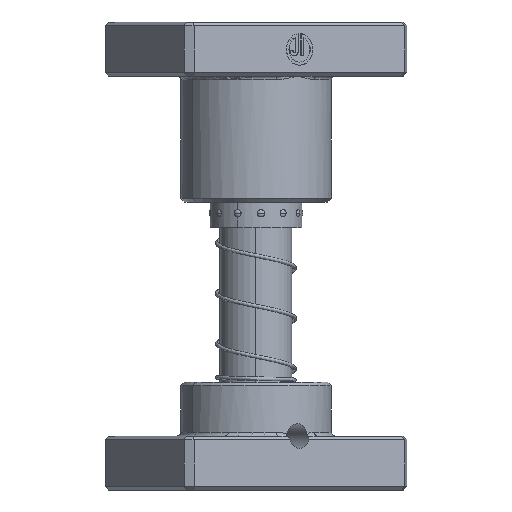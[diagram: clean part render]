
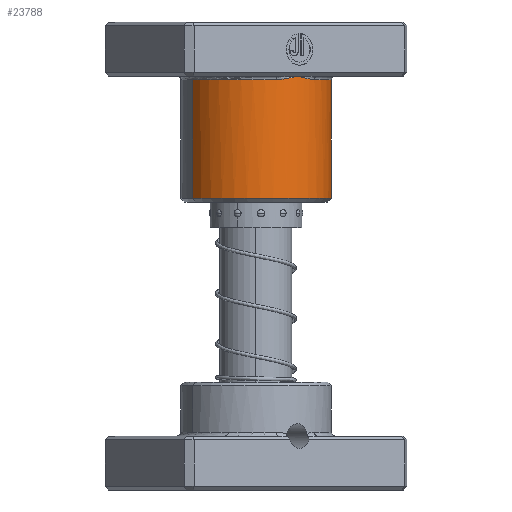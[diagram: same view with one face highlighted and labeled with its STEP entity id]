
A CAD part, left-side view. The second image highlights one B-rep face of the part: STEP entity #23788.
In plain terms, the highlighted cylindrical face has radius 21 mm (diameter 42 mm), a partial arc.
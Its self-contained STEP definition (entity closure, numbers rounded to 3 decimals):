
#446 = CARTESIAN_POINT ( 'NONE',  ( 4.189, 20.585, 15.837 ) ) ;
#666 = EDGE_CURVE ( 'NONE', #26301, #29777, #7988, .T. ) ;
#2123 = LINE ( 'NONE', #32994, #8383 ) ;
#2259 = CARTESIAN_POINT ( 'NONE',  ( 21., 0., 16. ) ) ;
#3070 = DIRECTION ( 'NONE',  ( 0., 0., -1. ) ) ;
#3157 = CARTESIAN_POINT ( 'NONE',  ( 2.627, 20.842, 15.566 ) ) ;
#3238 = ORIENTED_EDGE ( 'NONE', *, *, #32019, .F. ) ;
#3260 = DIRECTION ( 'NONE',  ( 0., 0., -1. ) ) ;
#4761 = ORIENTED_EDGE ( 'NONE', *, *, #4790, .T. ) ;
#4790 = EDGE_CURVE ( 'NONE', #5612, #30213, #15029, .T. ) ;
#5081 = CARTESIAN_POINT ( 'NONE',  ( -1.052, 21., 15.235 ) ) ;
#5181 = B_SPLINE_CURVE_WITH_KNOTS ( 'NONE', 3,
 ( #13755, #24367, #16438, #446, #19124, #3157, #21790, #5811, #24487, #8505, #27151, #11214 ),
 .UNSPECIFIED., .F., .F.,
 ( 4, 2, 2, 2, 2, 4 ),
 ( 0., 0.002, 0.003, 0.005, 0.006, 0.006 ),
 .UNSPECIFIED. ) ;
#5390 = DIRECTION ( 'NONE',  ( 0., 0., 1. ) ) ;
#5612 = VERTEX_POINT ( 'NONE', #2259 ) ;
#5752 = CARTESIAN_POINT ( 'NONE',  ( 6.259, 20.045, 16. ) ) ;
#5811 = CARTESIAN_POINT ( 'NONE',  ( 1.314, 20.96, 15.291 ) ) ;
#6703 = VECTOR ( 'NONE', #25658, 1000. ) ;
#7194 = DIRECTION ( 'NONE',  ( 0., 0., 1. ) ) ;
#7988 = CIRCLE ( 'NONE', #29604, 21. ) ;
#8383 = VECTOR ( 'NONE', #16674, 1000. ) ;
#8505 = CARTESIAN_POINT ( 'NONE',  ( 0.526, 20.995, 15.117 ) ) ;
#11214 = CARTESIAN_POINT ( 'NONE',  ( 0., 21., 15. ) ) ;
#13151 = CARTESIAN_POINT ( 'NONE',  ( -3.67, 20.684, 15.754 ) ) ;
#13212 = AXIS2_PLACEMENT_3D ( 'NONE', #23158, #7194, #25862 ) ;
#13281 = AXIS2_PLACEMENT_3D ( 'NONE', #18398, #3070, #19047 ) ;
#13725 = ORIENTED_EDGE ( 'NONE', *, *, #26151, .T. ) ;
#13755 = CARTESIAN_POINT ( 'NONE',  ( 6.259, 20.045, 16. ) ) ;
#13805 = LINE ( 'NONE', #20372, #6703 ) ;
#14264 = FACE_OUTER_BOUND ( 'NONE', #17706, .T. ) ;
#14890 = VERTEX_POINT ( 'NONE', #26765 ) ;
#15029 = CIRCLE ( 'NONE', #13212, 21. ) ;
#15822 = CARTESIAN_POINT ( 'NONE',  ( -5.225, 20.347, 15.959 ) ) ;
#16438 = CARTESIAN_POINT ( 'NONE',  ( 5.225, 20.347, 15.959 ) ) ;
#16674 = DIRECTION ( 'NONE',  ( 0., 0., -1. ) ) ;
#17629 = CARTESIAN_POINT ( 'NONE',  ( 0., 21., 15. ) ) ;
#17706 = EDGE_LOOP ( 'NONE', ( #18137, #33575, #4761, #32790, #23873, #13725, #3238 ) ) ;
#18137 = ORIENTED_EDGE ( 'NONE', *, *, #666, .T. ) ;
#18398 = CARTESIAN_POINT ( 'NONE',  ( 0., 0., 50. ) ) ;
#18510 = CARTESIAN_POINT ( 'NONE',  ( -6.259, 20.045, 16. ) ) ;
#19047 = DIRECTION ( 'NONE',  ( -1., 0., 0. ) ) ;
#19106 = EDGE_CURVE ( 'NONE', #29414, #14890, #22574, .T. ) ;
#19124 = CARTESIAN_POINT ( 'NONE',  ( 3.67, 20.684, 15.754 ) ) ;
#19224 = CARTESIAN_POINT ( 'NONE',  ( 0., 0., 49. ) ) ;
#20372 = CARTESIAN_POINT ( 'NONE',  ( 21., 0., 50. ) ) ;
#20491 = CYLINDRICAL_SURFACE ( 'NONE', #13281, 21. ) ;
#20783 = AXIS2_PLACEMENT_3D ( 'NONE', #21358, #5390, #24059 ) ;
#21358 = CARTESIAN_POINT ( 'NONE',  ( 0., 0., 16. ) ) ;
#21790 = CARTESIAN_POINT ( 'NONE',  ( 2.103, 20.901, 15.459 ) ) ;
#21924 = DIRECTION ( 'NONE',  ( 1., 0., 0. ) ) ;
#22574 = B_SPLINE_CURVE_WITH_KNOTS ( 'NONE', 3,
 ( #31547, #5081, #29094, #13151, #31783, #15822, #34467, #18510 ),
 .UNSPECIFIED., .F., .F.,
 ( 4, 2, 2, 4 ),
 ( 0., 0.003, 0.005, 0.006 ),
 .UNSPECIFIED. ) ;
#22841 = CIRCLE ( 'NONE', #20783, 21. ) ;
#23158 = CARTESIAN_POINT ( 'NONE',  ( 0., 0., 16. ) ) ;
#23788 = ADVANCED_FACE ( 'NONE', ( #14264 ), #20491, .T. ) ;
#23873 = ORIENTED_EDGE ( 'NONE', *, *, #19106, .T. ) ;
#24059 = DIRECTION ( 'NONE',  ( 1., 0., 0. ) ) ;
#24306 = EDGE_CURVE ( 'NONE', #30213, #29414, #5181, .T. ) ;
#24367 = CARTESIAN_POINT ( 'NONE',  ( 5.741, 20.207, 16. ) ) ;
#24487 = CARTESIAN_POINT ( 'NONE',  ( 1.052, 20.975, 15.234 ) ) ;
#24516 = CARTESIAN_POINT ( 'NONE',  ( -21., 0., 49. ) ) ;
#25658 = DIRECTION ( 'NONE',  ( 0., 0., -1. ) ) ;
#25862 = DIRECTION ( 'NONE',  ( 1., 0., 0. ) ) ;
#26079 = CARTESIAN_POINT ( 'NONE',  ( -21., 0., 16. ) ) ;
#26151 = EDGE_CURVE ( 'NONE', #14890, #27196, #22841, .T. ) ;
#26301 = VERTEX_POINT ( 'NONE', #24516 ) ;
#26765 = CARTESIAN_POINT ( 'NONE',  ( -6.259, 20.045, 16. ) ) ;
#27151 = CARTESIAN_POINT ( 'NONE',  ( 0.261, 21., 15.058 ) ) ;
#27196 = VERTEX_POINT ( 'NONE', #26079 ) ;
#29094 = CARTESIAN_POINT ( 'NONE',  ( -2.106, 20.921, 15.471 ) ) ;
#29414 = VERTEX_POINT ( 'NONE', #17629 ) ;
#29604 = AXIS2_PLACEMENT_3D ( 'NONE', #19224, #3260, #21924 ) ;
#29777 = VERTEX_POINT ( 'NONE', #30035 ) ;
#30035 = CARTESIAN_POINT ( 'NONE',  ( 21., 0., 49. ) ) ;
#30213 = VERTEX_POINT ( 'NONE', #5752 ) ;
#31547 = CARTESIAN_POINT ( 'NONE',  ( 0., 21., 15. ) ) ;
#31783 = CARTESIAN_POINT ( 'NONE',  ( -4.189, 20.585, 15.837 ) ) ;
#32019 = EDGE_CURVE ( 'NONE', #26301, #27196, #2123, .T. ) ;
#32213 = EDGE_CURVE ( 'NONE', #29777, #5612, #13805, .T. ) ;
#32790 = ORIENTED_EDGE ( 'NONE', *, *, #24306, .T. ) ;
#32994 = CARTESIAN_POINT ( 'NONE',  ( -21., 0., 50. ) ) ;
#33575 = ORIENTED_EDGE ( 'NONE', *, *, #32213, .T. ) ;
#34467 = CARTESIAN_POINT ( 'NONE',  ( -5.741, 20.207, 16. ) ) ;
